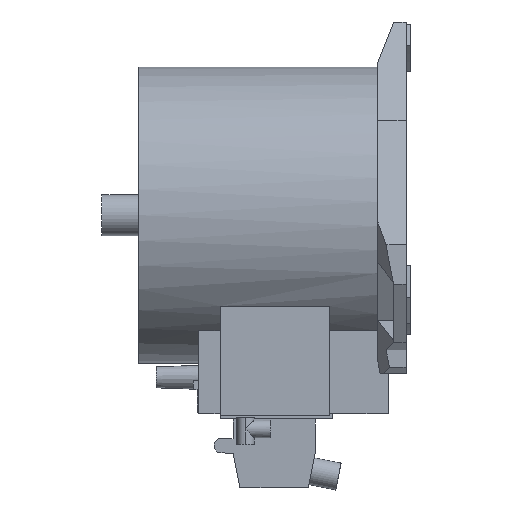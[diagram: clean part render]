
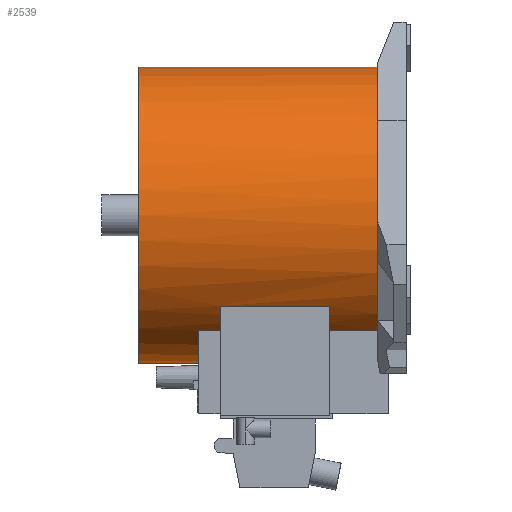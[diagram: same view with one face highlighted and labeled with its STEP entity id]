
A CAD part, left-side view. The second image highlights one B-rep face of the part: STEP entity #2539.
In plain terms, the highlighted cylindrical face has radius 216.5 mm (diameter 433 mm), a partial arc.
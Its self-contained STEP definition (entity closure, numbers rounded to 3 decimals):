
#138 = DIRECTION ( 'NONE',  ( 0., -1., 0. ) ) ;
#178 = EDGE_CURVE ( 'NONE', #4714, #234, #4500, .T. ) ;
#234 = VERTEX_POINT ( 'NONE', #1831 ) ;
#281 = CARTESIAN_POINT ( 'NONE',  ( -135., 118.024, -169.255 ) ) ;
#285 = CARTESIAN_POINT ( 'NONE',  ( -135., 278.024, -169.255 ) ) ;
#290 = CARTESIAN_POINT ( 'NONE',  ( 0., 309., -216.5 ) ) ;
#350 = CARTESIAN_POINT ( 'NONE',  ( 0., 47.4, -216.5 ) ) ;
#412 = DIRECTION ( 'NONE',  ( 0., 0., 1. ) ) ;
#593 = DIRECTION ( 'NONE',  ( 0., 0., 1. ) ) ;
#616 = VECTOR ( 'NONE', #1894, 1000. ) ;
#672 = VERTEX_POINT ( 'NONE', #1824 ) ;
#674 = EDGE_CURVE ( 'NONE', #4591, #3530, #3283, .T. ) ;
#692 = DIRECTION ( 'NONE',  ( 0., 1., 0. ) ) ;
#711 = VECTOR ( 'NONE', #4709, 1000. ) ;
#816 = FACE_OUTER_BOUND ( 'NONE', #2471, .T. ) ;
#829 = CARTESIAN_POINT ( 'NONE',  ( 0., 47.4, 216.5 ) ) ;
#965 = DIRECTION ( 'NONE',  ( 0., 1., 0. ) ) ;
#1056 = CARTESIAN_POINT ( 'NONE',  ( -135., 222.162, -169.255 ) ) ;
#1072 = LINE ( 'NONE', #350, #2085 ) ;
#1110 = AXIS2_PLACEMENT_3D ( 'NONE', #4215, #4236, #2324 ) ;
#1261 = CARTESIAN_POINT ( 'NONE',  ( -135., 47.4, -169.255 ) ) ;
#1272 = ORIENTED_EDGE ( 'NONE', *, *, #2984, .T. ) ;
#1288 = EDGE_CURVE ( 'NONE', #4873, #4714, #2546, .T. ) ;
#1293 = AXIS2_PLACEMENT_3D ( 'NONE', #3776, #4074, #593 ) ;
#1305 = ORIENTED_EDGE ( 'NONE', *, *, #1314, .F. ) ;
#1314 = EDGE_CURVE ( 'NONE', #3897, #4486, #4161, .T. ) ;
#1422 = DIRECTION ( 'NONE',  ( 0., -1., 0. ) ) ;
#1590 = CARTESIAN_POINT ( 'NONE',  ( -170.923, 278.024, -132.882 ) ) ;
#1640 = ORIENTED_EDGE ( 'NONE', *, *, #178, .F. ) ;
#1718 = EDGE_CURVE ( 'NONE', #3342, #4873, #3073, .T. ) ;
#1745 = CARTESIAN_POINT ( 'NONE',  ( -135., 75.012, -169.255 ) ) ;
#1824 = CARTESIAN_POINT ( 'NONE',  ( 0., 47.4, 216.5 ) ) ;
#1825 = EDGE_CURVE ( 'NONE', #672, #4591, #3037, .T. ) ;
#1831 = CARTESIAN_POINT ( 'NONE',  ( -135., 309., -169.255 ) ) ;
#1842 = CIRCLE ( 'NONE', #4007, 216.5 ) ;
#1845 = ORIENTED_EDGE ( 'NONE', *, *, #674, .F. ) ;
#1894 = DIRECTION ( 'NONE',  ( 0., 1., 0. ) ) ;
#1972 = VERTEX_POINT ( 'NONE', #290 ) ;
#2085 = VECTOR ( 'NONE', #3830, 1000. ) ;
#2324 = DIRECTION ( 'NONE',  ( 0., 0., 1. ) ) ;
#2342 = CARTESIAN_POINT ( 'NONE',  ( -170.923, 118.024, -132.882 ) ) ;
#2462 = EDGE_CURVE ( 'NONE', #3530, #3342, #1842, .T. ) ;
#2471 = EDGE_LOOP ( 'NONE', ( #3157, #3886, #1640, #3575, #3312, #4385, #1845, #3156, #1272, #1305 ) ) ;
#2539 = ADVANCED_FACE ( 'NONE', ( #816 ), #4646, .T. ) ;
#2546 = CIRCLE ( 'NONE', #4394, 216.5 ) ;
#2548 = CARTESIAN_POINT ( 'NONE',  ( 0., 396.923, -216.5 ) ) ;
#2770 = CARTESIAN_POINT ( 'NONE',  ( -170.923, 222.162, -132.882 ) ) ;
#2893 = CARTESIAN_POINT ( 'NONE',  ( 0., 47.4, 0. ) ) ;
#2913 = EDGE_CURVE ( 'NONE', #1972, #3897, #1072, .T. ) ;
#2983 = VECTOR ( 'NONE', #965, 1000. ) ;
#2984 = EDGE_CURVE ( 'NONE', #672, #4486, #3480, .T. ) ;
#3037 = CIRCLE ( 'NONE', #3195, 216.5 ) ;
#3073 = LINE ( 'NONE', #2770, #616 ) ;
#3108 = CARTESIAN_POINT ( 'NONE',  ( 0., 47.4, 0. ) ) ;
#3156 = ORIENTED_EDGE ( 'NONE', *, *, #1825, .F. ) ;
#3157 = ORIENTED_EDGE ( 'NONE', *, *, #2913, .F. ) ;
#3195 = AXIS2_PLACEMENT_3D ( 'NONE', #2893, #138, #4330 ) ;
#3265 = CARTESIAN_POINT ( 'NONE',  ( 0., 118.024, 0. ) ) ;
#3283 = LINE ( 'NONE', #1745, #2983 ) ;
#3312 = ORIENTED_EDGE ( 'NONE', *, *, #1718, .F. ) ;
#3342 = VERTEX_POINT ( 'NONE', #2342 ) ;
#3461 = CIRCLE ( 'NONE', #1293, 216.5 ) ;
#3480 = LINE ( 'NONE', #829, #711 ) ;
#3530 = VERTEX_POINT ( 'NONE', #281 ) ;
#3575 = ORIENTED_EDGE ( 'NONE', *, *, #1288, .F. ) ;
#3688 = AXIS2_PLACEMENT_3D ( 'NONE', #3108, #3871, #412 ) ;
#3776 = CARTESIAN_POINT ( 'NONE',  ( 0., 309., 0. ) ) ;
#3830 = DIRECTION ( 'NONE',  ( 0., 1., 0. ) ) ;
#3871 = DIRECTION ( 'NONE',  ( 0., 1., 0. ) ) ;
#3886 = ORIENTED_EDGE ( 'NONE', *, *, #4705, .F. ) ;
#3897 = VERTEX_POINT ( 'NONE', #2548 ) ;
#4007 = AXIS2_PLACEMENT_3D ( 'NONE', #3265, #4833, #4450 ) ;
#4074 = DIRECTION ( 'NONE',  ( 0., -1., 0. ) ) ;
#4122 = VECTOR ( 'NONE', #692, 1000. ) ;
#4161 = CIRCLE ( 'NONE', #1110, 216.5 ) ;
#4215 = CARTESIAN_POINT ( 'NONE',  ( 0., 396.923, 0. ) ) ;
#4236 = DIRECTION ( 'NONE',  ( 0., 1., 0. ) ) ;
#4330 = DIRECTION ( 'NONE',  ( 0., 0., 1. ) ) ;
#4385 = ORIENTED_EDGE ( 'NONE', *, *, #2462, .F. ) ;
#4394 = AXIS2_PLACEMENT_3D ( 'NONE', #4872, #1422, #4493 ) ;
#4450 = DIRECTION ( 'NONE',  ( 0., 0., 1. ) ) ;
#4486 = VERTEX_POINT ( 'NONE', #4958 ) ;
#4493 = DIRECTION ( 'NONE',  ( 0., 0., 1. ) ) ;
#4500 = LINE ( 'NONE', #1056, #4122 ) ;
#4591 = VERTEX_POINT ( 'NONE', #1261 ) ;
#4646 = CYLINDRICAL_SURFACE ( 'NONE', #3688, 216.5 ) ;
#4705 = EDGE_CURVE ( 'NONE', #234, #1972, #3461, .T. ) ;
#4709 = DIRECTION ( 'NONE',  ( 0., 1., 0. ) ) ;
#4714 = VERTEX_POINT ( 'NONE', #285 ) ;
#4833 = DIRECTION ( 'NONE',  ( 0., 1., 0. ) ) ;
#4872 = CARTESIAN_POINT ( 'NONE',  ( 0., 278.024, 0. ) ) ;
#4873 = VERTEX_POINT ( 'NONE', #1590 ) ;
#4958 = CARTESIAN_POINT ( 'NONE',  ( 0., 396.923, 216.5 ) ) ;
